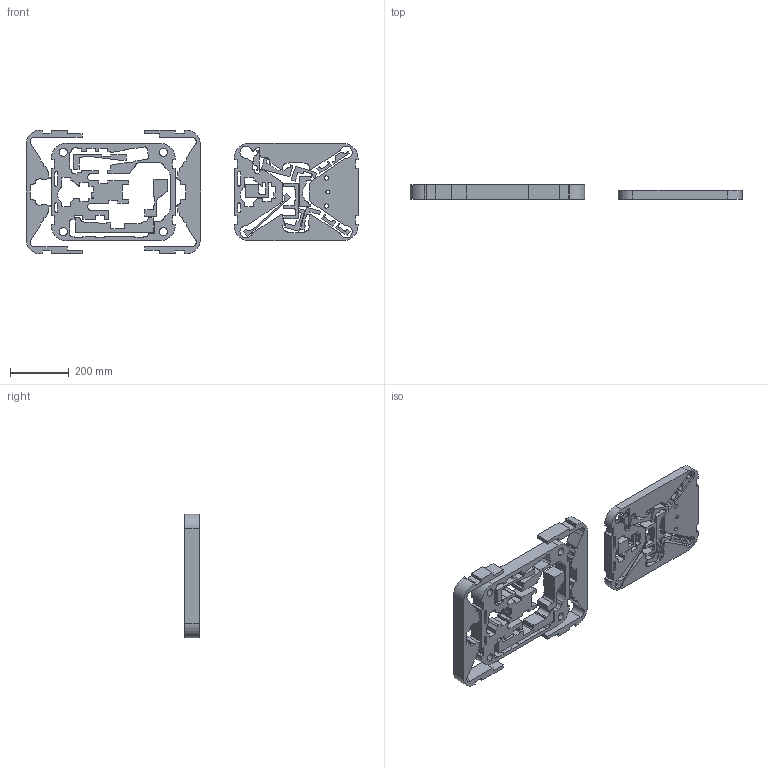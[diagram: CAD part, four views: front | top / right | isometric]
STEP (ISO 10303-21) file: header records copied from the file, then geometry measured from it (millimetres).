
FILE_DESCRIPTION (( 'STEP AP203' ), '1' );
FILE_NAME ('XP-Flat.STEP', '2019-04-14T10:20:34', ( '' ), ( '' ), '', '', '' );
FILE_SCHEMA (( 'CONFIG_CONTROL_DESIGN' ));
Length unit declared in the file: millimetre
Products named in the file (16): Xiaomi-Drone-PGU; Xiaomi-Drone-PBatU; Xiaomi-Drone-PCHGU; Xiaomi-Drone-PBodyU; Xiaomi-Drone-PRCU; Xiaomi-Drone-PBatU_wRC; Xiaomi-Drone-PBase_Top-Split2; Xiaomi-Drone-PBase_Btm-Split1; Xiaomi-Drone-PGU2; Xiaomi-Drone-PBase_Btm-Split2; Xiaomi-Drone-PBase_Top-Split1; Xiaomi-Drone-PRCU3; Xiaomi-Drone-PBatU2; XP-Flat; Xiaomi-Drone-PBase; Xiaomi-Drone-PCHGU_Short
Assembly tree (20 placements, depth 2):
  XP-Flat
    Xiaomi-Drone-PBodyU
    Xiaomi-Drone-PBatU2
    Xiaomi-Drone-PRCU3
    Xiaomi-Drone-PBatU_wRC
    Xiaomi-Drone-PBatU
    Xiaomi-Drone-PCHGU_Short  x3
    Xiaomi-Drone-PCHGU  x2
    Xiaomi-Drone-PGU2  x2
    Xiaomi-Drone-PGU  x2
    Xiaomi-Drone-PRCU
    Xiaomi-Drone-PBase_Top-Split1
    Xiaomi-Drone-PBase_Btm-Split2
    Xiaomi-Drone-PBase
    Xiaomi-Drone-PBase_Top-Split2
    Xiaomi-Drone-PBase_Btm-Split1
Bounding box: 1126 x 50 x 420 mm (x, y, z)
Volume: 8845897.7 mm3; surface area: 1157576.5 mm2
Topology: 20 solids, 20 shells, 761 faces, 2166 edges, 1444 vertices
Faces by surface type: plane 489, cylinder 214, bspline 58
Entity records: 25230 total; most frequent: CARTESIAN_POINT 5436, ORIENTED_EDGE 3924, DIRECTION 3518, EDGE_CURVE 1962, LINE 1470, VECTOR 1470, VERTEX_POINT 1308, AXIS2_PLACEMENT_3D 1024
